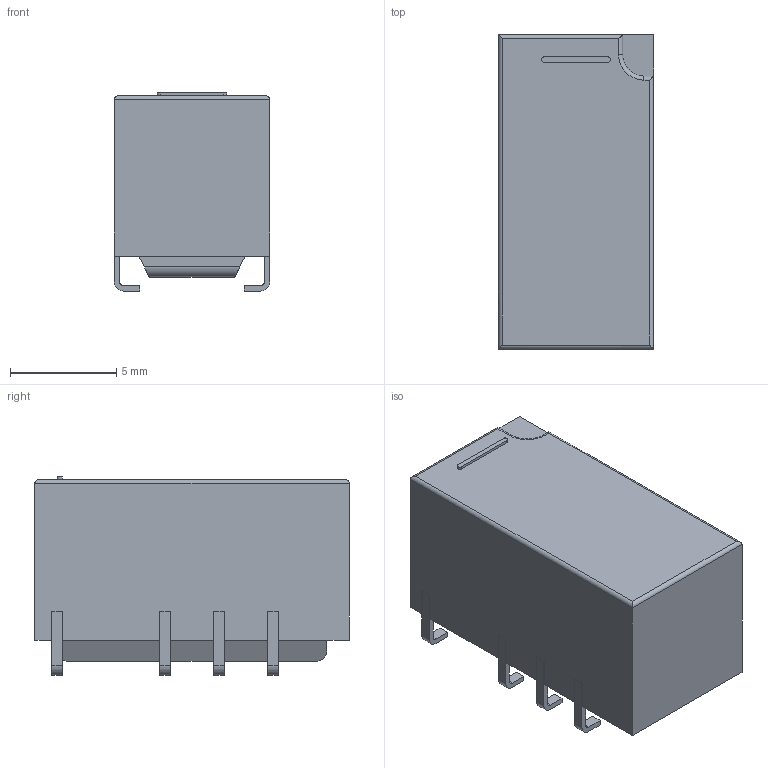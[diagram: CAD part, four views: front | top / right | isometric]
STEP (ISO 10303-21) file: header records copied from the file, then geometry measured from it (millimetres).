
FILE_DESCRIPTION(('FreeCAD Model'),'2;1');
FILE_NAME('Relay_DPDT_Omron_G6S-2G.step','2018-01-12T22:20:09',('kicad StepUp'),( 'ksu MCAD'),'Open CASCADE STEP processor 6.8','FreeCAD','Unknown');
FILE_SCHEMA(('AUTOMOTIVE_DESIGN_CC2 { 1 2 10303 214 -1 1 5 4 }'));
Length unit declared in the file: millimetre
Products named in the file (1): Relay_DPDT_Omron_G6S-2G
Bounding box: 7.33 x 14.8 x 9.33 mm (x, y, z)
Volume: 874.2 mm3; surface area: 599.8 mm2
Topology: 1 solids, 1 shells, 109 faces, 308 edges, 203 vertices
Faces by surface type: plane 81, cylinder 27, torus 1
Entity records: 2419 total; most frequent: ORIENTED_EDGE 471, CARTESIAN_POINT 336, EDGE_CURVE 308, LINE 250, VERTEX_POINT 203, AXIS2_PLACEMENT_3D 136, FACE_BOUND 111, EDGE_LOOP 111
